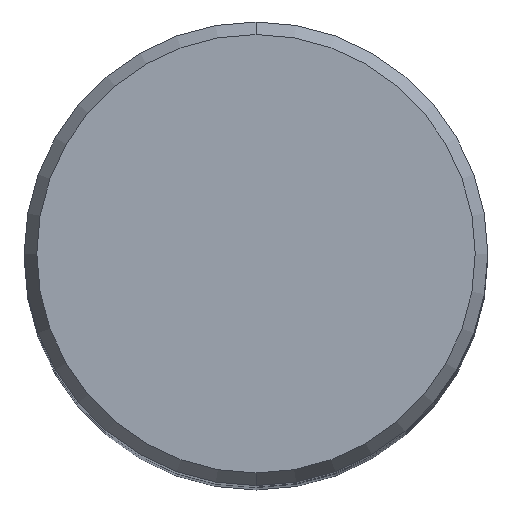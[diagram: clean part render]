
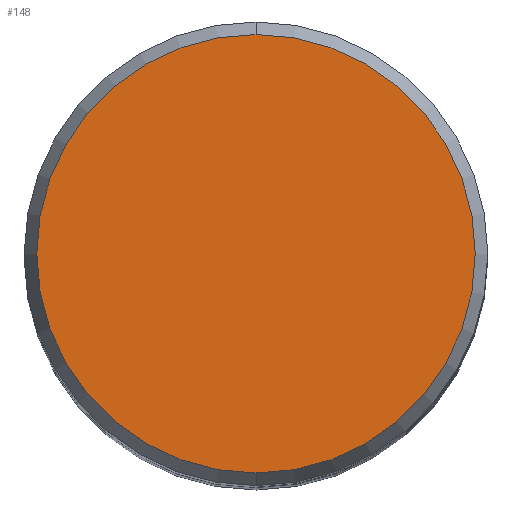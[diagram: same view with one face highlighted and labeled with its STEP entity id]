
A CAD part, top view. The second image highlights one B-rep face of the part: STEP entity #148.
In plain terms, the highlighted planar face has unit normal (0, 0, 1).
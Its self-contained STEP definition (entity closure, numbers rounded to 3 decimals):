
#96=VERTEX_POINT('',#219);
#118=EDGE_CURVE('',#96,#140,#244,.T.);
#140=VERTEX_POINT('',#270);
#148=ADVANCED_FACE('',(#281),#282,.T.);
#182=EDGE_CURVE('',#140,#96,#317,.T.);
#219=CARTESIAN_POINT('',(0.,-12.012,0.01));
#244=CIRCLE('',#383,12.012);
#270=CARTESIAN_POINT('',(0.0,12.012,0.01));
#281=FACE_OUTER_BOUND('',#424,.T.);
#282=PLANE('',#425);
#317=CIRCLE('',#471,12.012);
#383=AXIS2_PLACEMENT_3D('',#523,#524,#525);
#424=EDGE_LOOP('',(#586,#587));
#425=AXIS2_PLACEMENT_3D('',#588,#589,#590);
#471=AXIS2_PLACEMENT_3D('',#618,#619,#620);
#523=CARTESIAN_POINT('',(0.0,0.0,0.01));
#524=DIRECTION('',(0.0,0.0,-1.0));
#525=DIRECTION('',(0.0,1.0,0.0));
#586=ORIENTED_EDGE('',*,*,#182,.F.);
#587=ORIENTED_EDGE('',*,*,#118,.F.);
#588=CARTESIAN_POINT('',(0.0,6.006,0.01));
#589=DIRECTION('',(-0.0,0.0,1.0));
#590=DIRECTION('',(0.0,-1.0,0.0));
#618=CARTESIAN_POINT('',(0.0,0.0,0.01));
#619=DIRECTION('',(0.0,0.0,-1.0));
#620=DIRECTION('',(0.0,1.0,0.0));
